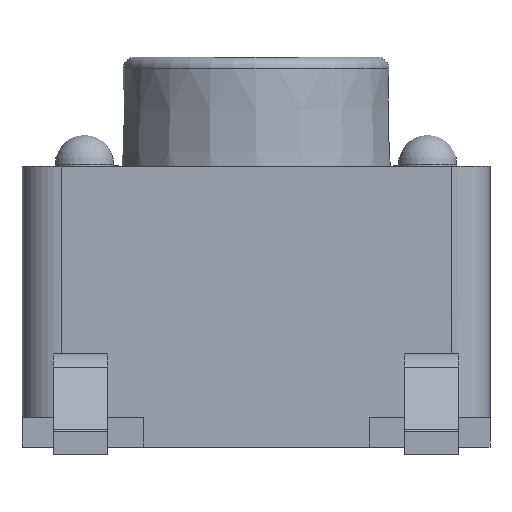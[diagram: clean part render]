
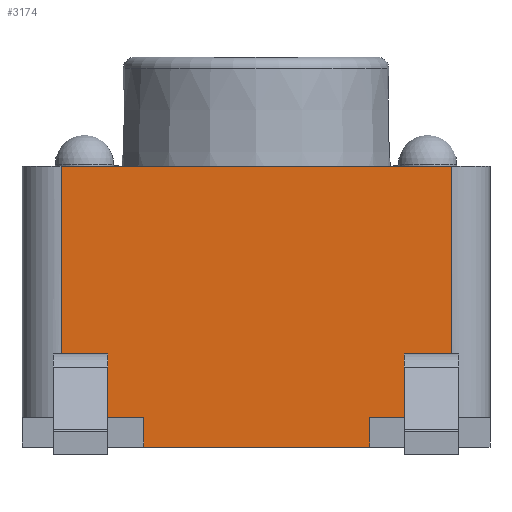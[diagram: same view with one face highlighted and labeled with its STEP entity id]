
A CAD part, left-side view. The second image highlights one B-rep face of the part: STEP entity #3174.
In plain terms, the highlighted planar face has unit normal (-1, 0, 0).
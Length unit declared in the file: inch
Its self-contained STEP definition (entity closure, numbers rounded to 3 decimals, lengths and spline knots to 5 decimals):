
#1437=CARTESIAN_POINT('',(-0.11811,0.09843,0.12677));
#1438=VERTEX_POINT('',#1437);
#1446=CARTESIAN_POINT('',(-0.11811,-0.09843,0.12677));
#1447=VERTEX_POINT('',#1446);
#1448=CARTESIAN_POINT('',(-0.11811,-0.09843,0.12677));
#1449=DIRECTION('',(0.0,1.0,0.0));
#1450=VECTOR('',#1449,0.19685);
#1451=LINE('',#1448,#1450);
#1452=EDGE_CURVE('',#1447,#1438,#1451,.T.);
#2915=CARTESIAN_POINT('',(-0.11811,0.09843,0.0));
#2916=VERTEX_POINT('',#2915);
#2924=CARTESIAN_POINT('',(-0.11811,0.09843,0.02047));
#2925=VERTEX_POINT('',#2924);
#2926=CARTESIAN_POINT('',(-0.11811,0.09843,0.0));
#2927=DIRECTION('',(0.0,0.0,1.0));
#2928=VECTOR('',#2927,0.02047);
#2929=LINE('',#2926,#2928);
#2930=EDGE_CURVE('',#2916,#2925,#2929,.T.);
#2949=CARTESIAN_POINT('',(-0.11811,0.09843,0.03228));
#2950=VERTEX_POINT('',#2949);
#2958=CARTESIAN_POINT('',(-0.11811,0.09843,0.03228));
#2959=DIRECTION('',(0.0,0.0,1.0));
#2960=VECTOR('',#2959,0.09449);
#2961=LINE('',#2958,#2960);
#2962=EDGE_CURVE('',#2950,#1438,#2961,.T.);
#2982=CARTESIAN_POINT('',(-0.11811,0.05669,0.0));
#2983=VERTEX_POINT('',#2982);
#2990=CARTESIAN_POINT('',(-0.11811,0.09843,0.0));
#2991=DIRECTION('',(0.0,-1.0,0.0));
#2992=VECTOR('',#2991,0.04173);
#2993=LINE('',#2990,#2992);
#2994=EDGE_CURVE('',#2916,#2983,#2993,.T.);
#3071=CARTESIAN_POINT('',(-0.11811,-0.10827,-0.02205));
#3072=DIRECTION('',(-1.0,0.0,0.0));
#3073=DIRECTION('',(0.0,0.0,1.0));
#3074=AXIS2_PLACEMENT_3D('',#3071,#3072,#3073);
#3075=PLANE('',#3074);
#3076=ORIENTED_EDGE('',*,*,#2930,.F.);
#3077=ORIENTED_EDGE('',*,*,#2994,.T.);
#3078=CARTESIAN_POINT('',(-0.11811,0.05669,-0.01496));
#3079=VERTEX_POINT('',#3078);
#3080=CARTESIAN_POINT('',(-0.11811,0.05669,0.0));
#3081=DIRECTION('',(0.0,0.0,-1.0));
#3082=VECTOR('',#3081,0.01496);
#3083=LINE('',#3080,#3082);
#3084=EDGE_CURVE('',#2983,#3079,#3083,.T.);
#3085=ORIENTED_EDGE('',*,*,#3084,.T.);
#3086=CARTESIAN_POINT('',(-0.11811,-0.05748,-0.01496));
#3087=VERTEX_POINT('',#3086);
#3088=CARTESIAN_POINT('',(-0.11811,0.05669,-0.01496));
#3089=DIRECTION('',(0.0,-1.0,0.0));
#3090=VECTOR('',#3089,0.11417);
#3091=LINE('',#3088,#3090);
#3092=EDGE_CURVE('',#3079,#3087,#3091,.T.);
#3093=ORIENTED_EDGE('',*,*,#3092,.T.);
#3094=CARTESIAN_POINT('',(-0.11811,-0.05748,0.0));
#3095=VERTEX_POINT('',#3094);
#3096=CARTESIAN_POINT('',(-0.11811,-0.05748,0.0));
#3097=DIRECTION('',(0.0,0.0,-1.0));
#3098=VECTOR('',#3097,0.01496);
#3099=LINE('',#3096,#3098);
#3100=EDGE_CURVE('',#3095,#3087,#3099,.T.);
#3101=ORIENTED_EDGE('',*,*,#3100,.F.);
#3102=CARTESIAN_POINT('',(-0.11811,-0.09843,0.0));
#3103=VERTEX_POINT('',#3102);
#3104=CARTESIAN_POINT('',(-0.11811,-0.05748,0.0));
#3105=DIRECTION('',(0.0,-1.0,0.0));
#3106=VECTOR('',#3105,0.04094);
#3107=LINE('',#3104,#3106);
#3108=EDGE_CURVE('',#3095,#3103,#3107,.T.);
#3109=ORIENTED_EDGE('',*,*,#3108,.T.);
#3110=CARTESIAN_POINT('',(-0.11811,-0.09843,0.02047));
#3111=VERTEX_POINT('',#3110);
#3112=CARTESIAN_POINT('',(-0.11811,-0.09843,0.02047));
#3113=DIRECTION('',(0.0,0.0,-1.0));
#3114=VECTOR('',#3113,0.02047);
#3115=LINE('',#3112,#3114);
#3116=EDGE_CURVE('',#3111,#3103,#3115,.T.);
#3117=ORIENTED_EDGE('',*,*,#3116,.F.);
#3118=CARTESIAN_POINT('',(-0.11811,-0.0748,0.02047));
#3119=VERTEX_POINT('',#3118);
#3120=CARTESIAN_POINT('',(-0.11811,-0.09843,0.02047));
#3121=DIRECTION('',(0.,1.0,0.0));
#3122=VECTOR('',#3121,0.02362);
#3123=LINE('',#3120,#3122);
#3124=EDGE_CURVE('',#3111,#3119,#3123,.T.);
#3125=ORIENTED_EDGE('',*,*,#3124,.T.);
#3126=CARTESIAN_POINT('',(-0.11811,-0.0748,0.03228));
#3127=VERTEX_POINT('',#3126);
#3128=CARTESIAN_POINT('',(-0.11811,-0.0748,0.02047));
#3129=DIRECTION('',(0.0,0.0,1.0));
#3130=VECTOR('',#3129,0.01181);
#3131=LINE('',#3128,#3130);
#3132=EDGE_CURVE('',#3119,#3127,#3131,.T.);
#3133=ORIENTED_EDGE('',*,*,#3132,.T.);
#3134=CARTESIAN_POINT('',(-0.11811,-0.09843,0.03228));
#3135=VERTEX_POINT('',#3134);
#3136=CARTESIAN_POINT('',(-0.11811,-0.0748,0.03228));
#3137=DIRECTION('',(0.,-1.0,0.));
#3138=VECTOR('',#3137,0.02362);
#3139=LINE('',#3136,#3138);
#3140=EDGE_CURVE('',#3127,#3135,#3139,.T.);
#3141=ORIENTED_EDGE('',*,*,#3140,.T.);
#3142=CARTESIAN_POINT('',(-0.11811,-0.09843,0.12677));
#3143=DIRECTION('',(0.0,0.0,-1.0));
#3144=VECTOR('',#3143,0.09449);
#3145=LINE('',#3142,#3144);
#3146=EDGE_CURVE('',#1447,#3135,#3145,.T.);
#3147=ORIENTED_EDGE('',*,*,#3146,.F.);
#3148=ORIENTED_EDGE('',*,*,#1452,.T.);
#3149=ORIENTED_EDGE('',*,*,#2962,.F.);
#3150=CARTESIAN_POINT('',(-0.11811,0.0748,0.03228));
#3151=VERTEX_POINT('',#3150);
#3152=CARTESIAN_POINT('',(-0.11811,0.09843,0.03228));
#3153=DIRECTION('',(0.0,-1.0,0.0));
#3154=VECTOR('',#3153,0.02362);
#3155=LINE('',#3152,#3154);
#3156=EDGE_CURVE('',#2950,#3151,#3155,.T.);
#3157=ORIENTED_EDGE('',*,*,#3156,.T.);
#3158=CARTESIAN_POINT('',(-0.11811,0.0748,0.02047));
#3159=VERTEX_POINT('',#3158);
#3160=CARTESIAN_POINT('',(-0.11811,0.0748,0.03228));
#3161=DIRECTION('',(0.0,0.0,-1.0));
#3162=VECTOR('',#3161,0.01181);
#3163=LINE('',#3160,#3162);
#3164=EDGE_CURVE('',#3151,#3159,#3163,.T.);
#3165=ORIENTED_EDGE('',*,*,#3164,.T.);
#3166=CARTESIAN_POINT('',(-0.11811,0.0748,0.02047));
#3167=DIRECTION('',(0.0,1.0,0.0));
#3168=VECTOR('',#3167,0.02362);
#3169=LINE('',#3166,#3168);
#3170=EDGE_CURVE('',#3159,#2925,#3169,.T.);
#3171=ORIENTED_EDGE('',*,*,#3170,.T.);
#3172=EDGE_LOOP('',(#3076,#3077,#3085,#3093,#3101,#3109,#3117,#3125,#3133,#3141,#3147,#3148,#3149,#3157,#3165,#3171));
#3173=FACE_OUTER_BOUND('',#3172,.T.);
#3174=ADVANCED_FACE('',(#3173),#3075,.T.);
